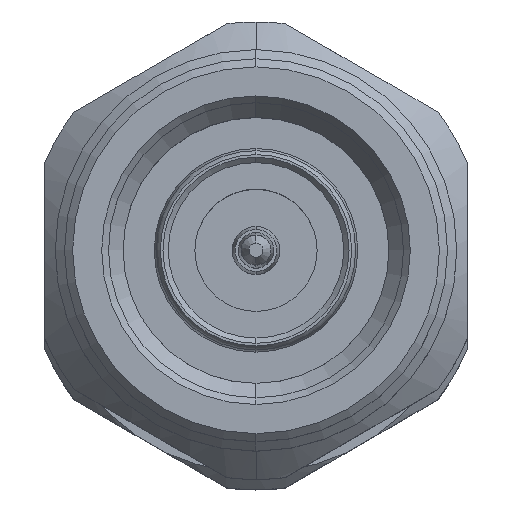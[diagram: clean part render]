
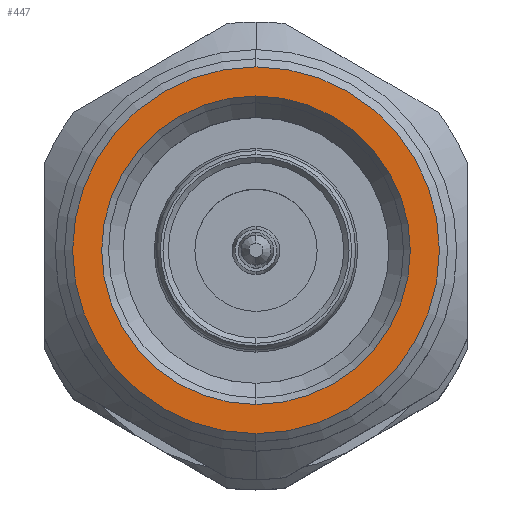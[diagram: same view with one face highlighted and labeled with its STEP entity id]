
A CAD part, top view. The second image highlights one B-rep face of the part: STEP entity #447.
In plain terms, the highlighted face is planar.
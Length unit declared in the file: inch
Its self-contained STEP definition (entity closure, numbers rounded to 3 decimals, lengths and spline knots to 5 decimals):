
#18 = CARTESIAN_POINT ( 'NONE',  ( 0., -0.2285, 0. ) ) ;
#92 = CARTESIAN_POINT ( 'NONE',  ( 0., 0., 0. ) ) ;
#313 = CARTESIAN_POINT ( 'NONE',  ( 0., 0., 0. ) ) ;
#336 = EDGE_CURVE ( 'NONE', #3366, #2098, #1573, .T. ) ;
#369 = ORIENTED_EDGE ( 'NONE', *, *, #643, .F. ) ;
#444 = CARTESIAN_POINT ( 'NONE',  ( 0., -0.27162, 0. ) ) ;
#447 = ADVANCED_FACE ( 'NONE', ( #3969, #3304 ), #2923, .T. ) ;
#610 = CARTESIAN_POINT ( 'NONE',  ( 0., 0.27162, 0. ) ) ;
#643 = EDGE_CURVE ( 'NONE', #4270, #845, #2795, .T. ) ;
#756 = DIRECTION ( 'NONE',  ( -1., 0., 0. ) ) ;
#759 = DIRECTION ( 'NONE',  ( 0., -1., 0. ) ) ;
#828 = CIRCLE ( 'NONE', #3266, 0.27162 ) ;
#845 = VERTEX_POINT ( 'NONE', #18 ) ;
#882 = AXIS2_PLACEMENT_3D ( 'NONE', #313, #3854, #1373 ) ;
#914 = DIRECTION ( 'NONE',  ( 0., -1., 0. ) ) ;
#1152 = DIRECTION ( 'NONE',  ( 0., -1., 0. ) ) ;
#1265 = DIRECTION ( 'NONE',  ( -1., 0., 0. ) ) ;
#1373 = DIRECTION ( 'NONE',  ( 0., -1., 0. ) ) ;
#1388 = ORIENTED_EDGE ( 'NONE', *, *, #1490, .T. ) ;
#1490 = EDGE_CURVE ( 'NONE', #2098, #3366, #828, .T. ) ;
#1573 = CIRCLE ( 'NONE', #882, 0.27162 ) ;
#1682 = EDGE_LOOP ( 'NONE', ( #4340, #1388 ) ) ;
#1699 = DIRECTION ( 'NONE',  ( 0., -1., 0. ) ) ;
#1803 = CARTESIAN_POINT ( 'NONE',  ( 0., 0.2285, 0. ) ) ;
#2098 = VERTEX_POINT ( 'NONE', #444 ) ;
#2410 = EDGE_LOOP ( 'NONE', ( #3313, #369 ) ) ;
#2795 = CIRCLE ( 'NONE', #3477, 0.2285 ) ;
#2923 = PLANE ( 'NONE',  #4163 ) ;
#3161 = CARTESIAN_POINT ( 'NONE',  ( 0., 0., 0. ) ) ;
#3231 = DIRECTION ( 'NONE',  ( -1., 0., 0. ) ) ;
#3266 = AXIS2_PLACEMENT_3D ( 'NONE', #3975, #3231, #759 ) ;
#3304 = FACE_BOUND ( 'NONE', #2410, .T. ) ;
#3313 = ORIENTED_EDGE ( 'NONE', *, *, #4639, .F. ) ;
#3366 = VERTEX_POINT ( 'NONE', #610 ) ;
#3477 = AXIS2_PLACEMENT_3D ( 'NONE', #4446, #1265, #914 ) ;
#3854 = DIRECTION ( 'NONE',  ( -1., 0., 0. ) ) ;
#3969 = FACE_OUTER_BOUND ( 'NONE', #1682, .T. ) ;
#3975 = CARTESIAN_POINT ( 'NONE',  ( 0., 0., 0. ) ) ;
#4064 = AXIS2_PLACEMENT_3D ( 'NONE', #3161, #4542, #1699 ) ;
#4163 = AXIS2_PLACEMENT_3D ( 'NONE', #92, #756, #1152 ) ;
#4270 = VERTEX_POINT ( 'NONE', #1803 ) ;
#4289 = CIRCLE ( 'NONE', #4064, 0.2285 ) ;
#4340 = ORIENTED_EDGE ( 'NONE', *, *, #336, .T. ) ;
#4446 = CARTESIAN_POINT ( 'NONE',  ( 0., 0., 0. ) ) ;
#4542 = DIRECTION ( 'NONE',  ( -1., 0., 0. ) ) ;
#4639 = EDGE_CURVE ( 'NONE', #845, #4270, #4289, .T. ) ;
